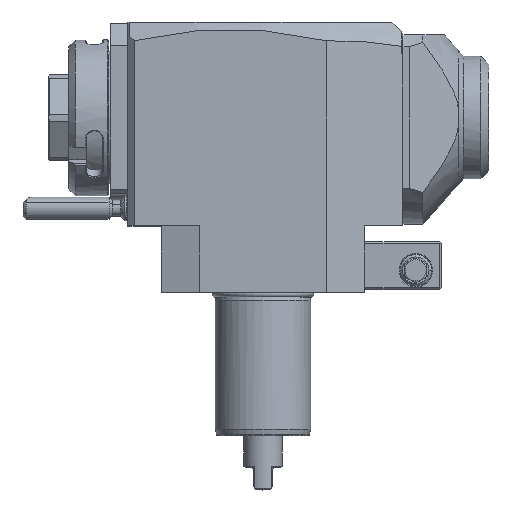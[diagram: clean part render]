
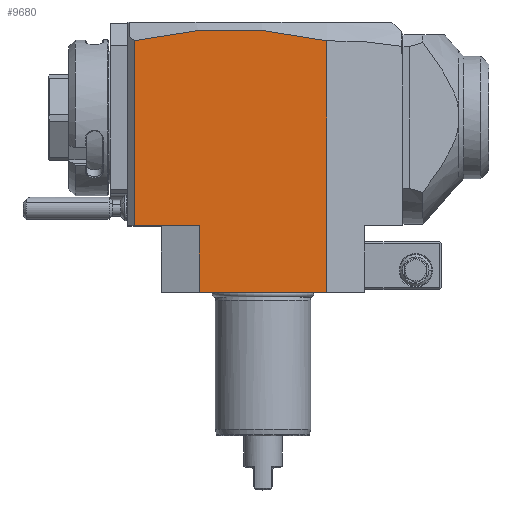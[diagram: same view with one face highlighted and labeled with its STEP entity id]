
A CAD part, top view. The second image highlights one B-rep face of the part: STEP entity #9680.
In plain terms, the highlighted planar face has unit normal (0, 0, 1).
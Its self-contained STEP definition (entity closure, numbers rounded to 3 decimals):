
#2335=DIRECTION('',(0.,-1.,0.));
#2336=VECTOR('',#2335,21.);
#2337=CARTESIAN_POINT('',(-20.,21.,32.));
#2338=LINE('',#2337,#2336);
#2343=DIRECTION('',(-1.,0.,0.));
#2344=VECTOR('',#2343,20.5);
#2345=CARTESIAN_POINT('',(-20.,21.,32.));
#2346=LINE('',#2345,#2344);
#2347=CARTESIAN_POINT('',(-40.5,79.133,32.));
#2348=CARTESIAN_POINT('',(-35.458,80.345,32.));
#2349=CARTESIAN_POINT('',(-25.373,82.145,32.));
#2350=CARTESIAN_POINT('',(-10.247,83.032,32.));
#2351=CARTESIAN_POINT('',(4.877,82.124,32.));
#2352=CARTESIAN_POINT('',(14.959,80.311,32.));
#2353=CARTESIAN_POINT('',(20.,79.092,32.));
#2355=DIRECTION('',(0.,-1.,0.));
#2356=VECTOR('',#2355,58.133);
#2357=CARTESIAN_POINT('',(-40.5,79.133,32.));
#2358=LINE('',#2357,#2356);
#2368=DIRECTION('',(0.,1.,0.));
#2369=VECTOR('',#2368,79.092);
#2370=CARTESIAN_POINT('',(20.,0.,32.));
#2371=LINE('',#2370,#2369);
#2462=DIRECTION('',(-1.,0.,0.));
#2463=VECTOR('',#2462,40.);
#2464=CARTESIAN_POINT('',(20.,0.,32.));
#2465=LINE('',#2464,#2463);
#6993=VERTEX_POINT('',#2347);
#6994=VERTEX_POINT('',#2353);
#7359=CARTESIAN_POINT('',(-40.5,21.,32.));
#7361=VERTEX_POINT('',#7359);
#7379=CARTESIAN_POINT('',(20.,0.,32.));
#7380=VERTEX_POINT('',#7379);
#7381=CARTESIAN_POINT('',(-20.,0.,32.));
#7382=VERTEX_POINT('',#7381);
#7559=CARTESIAN_POINT('',(-20.,21.,32.));
#7560=VERTEX_POINT('',#7559);
#9664=CARTESIAN_POINT('',(-35.103,21.,32.));
#9665=DIRECTION('',(0.,0.,1.));
#9666=DIRECTION('',(1.,0.,0.));
#9667=AXIS2_PLACEMENT_3D('',#9664,#9665,#9666);
#9668=PLANE('',#9667);
#9669=ORIENTED_EDGE('',*,*,#9595,.T.);
#9671=ORIENTED_EDGE('',*,*,#9670,.F.);
#9672=ORIENTED_EDGE('',*,*,#8980,.T.);
#9674=ORIENTED_EDGE('',*,*,#9673,.F.);
#9676=ORIENTED_EDGE('',*,*,#9675,.T.);
#9677=ORIENTED_EDGE('',*,*,#9655,.F.);
#9678=EDGE_LOOP('',(#9669,#9671,#9672,#9674,#9676,#9677));
#9679=FACE_OUTER_BOUND('',#9678,.F.);
#2354=B_SPLINE_CURVE_WITH_KNOTS('',3,(#2347,#2348,#2349,#2350,#2351,#2352,
#2353),.UNSPECIFIED.,.F.,.F.,(4,1,1,1,4),(0.,0.25,0.5,0.75,1.),
.UNSPECIFIED.);
#8980=EDGE_CURVE('',#6993,#6994,#2354,.T.);
#9595=EDGE_CURVE('',#7560,#7361,#2346,.T.);
#9655=EDGE_CURVE('',#7560,#7382,#2338,.T.);
#9670=EDGE_CURVE('',#6993,#7361,#2358,.T.);
#9673=EDGE_CURVE('',#7380,#6994,#2371,.T.);
#9675=EDGE_CURVE('',#7380,#7382,#2465,.T.);
#9680=ADVANCED_FACE('',(#9679),#9668,.T.);
